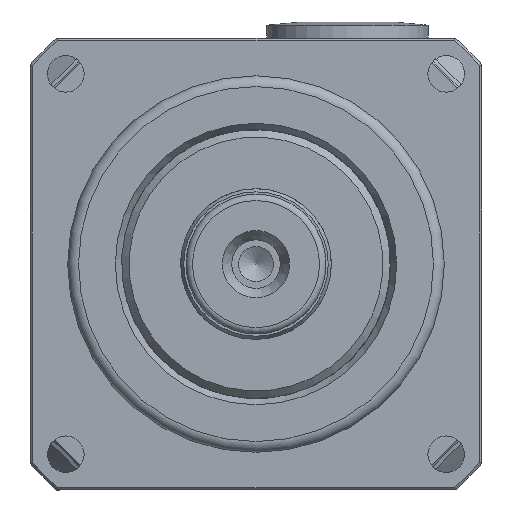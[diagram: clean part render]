
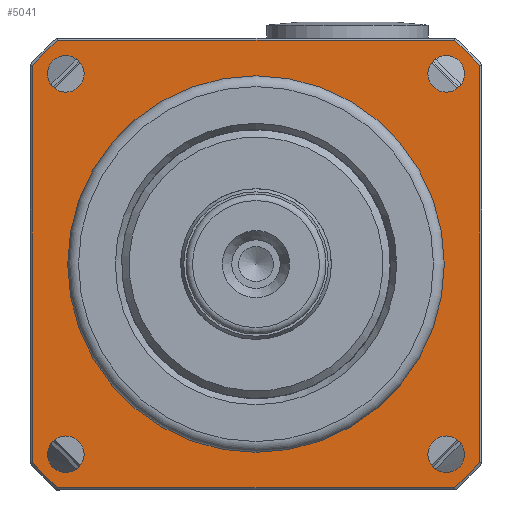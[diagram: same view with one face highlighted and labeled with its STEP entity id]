
A CAD part, left-side view. The second image highlights one B-rep face of the part: STEP entity #5041.
In plain terms, the highlighted planar face has unit normal (-1, 0, 0).
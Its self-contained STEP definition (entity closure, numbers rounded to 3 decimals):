
#398=LINE('',#8735,#632);
#400=LINE('',#8758,#634);
#402=LINE('',#8776,#636);
#405=LINE('',#8796,#639);
#632=VECTOR('',#6974,36.889);
#634=VECTOR('',#6984,36.889);
#636=VECTOR('',#6994,36.889);
#639=VECTOR('',#7005,36.889);
#825=PLANE('',#5658);
#958=FACE_BOUND('',#1695,.T.);
#959=FACE_BOUND('',#1696,.T.);
#960=FACE_BOUND('',#1697,.T.);
#961=FACE_BOUND('',#1698,.T.);
#962=FACE_BOUND('',#1699,.T.);
#1254=FACE_OUTER_BOUND('',#1694,.T.);
#1694=EDGE_LOOP('',(#4232,#4233,#4234,#4235,#4236,#4237,#4238,#4239));
#1695=EDGE_LOOP('',(#4240));
#1696=EDGE_LOOP('',(#4241));
#1697=EDGE_LOOP('',(#4242));
#1698=EDGE_LOOP('',(#4243));
#1699=EDGE_LOOP('',(#4244));
#2027=CIRCLE('',#5589,17.5);
#2052=CIRCLE('',#5640,27.8);
#2054=CIRCLE('',#5644,27.8);
#2057=CIRCLE('',#5649,27.8);
#2059=CIRCLE('',#5653,27.8);
#2060=CIRCLE('',#5659,1.7);
#2061=CIRCLE('',#5660,1.7);
#2062=CIRCLE('',#5661,1.7);
#2063=CIRCLE('',#5662,1.7);
#2422=VERTEX_POINT('',#8590);
#2467=VERTEX_POINT('',#8733);
#2468=VERTEX_POINT('',#8734);
#2471=VERTEX_POINT('',#8748);
#2473=VERTEX_POINT('',#8757);
#2475=VERTEX_POINT('',#8766);
#2477=VERTEX_POINT('',#8775);
#2480=VERTEX_POINT('',#8786);
#2482=VERTEX_POINT('',#8795);
#2483=VERTEX_POINT('',#8818);
#2484=VERTEX_POINT('',#8820);
#2485=VERTEX_POINT('',#8822);
#2486=VERTEX_POINT('',#8824);
#3011=EDGE_CURVE('',#2422,#2422,#2027,.T.);
#3068=EDGE_CURVE('',#2467,#2468,#398,.T.);
#3072=EDGE_CURVE('',#2468,#2471,#2052,.T.);
#3075=EDGE_CURVE('',#2471,#2473,#400,.T.);
#3078=EDGE_CURVE('',#2473,#2475,#2054,.T.);
#3081=EDGE_CURVE('',#2475,#2477,#402,.T.);
#3085=EDGE_CURVE('',#2477,#2480,#2057,.T.);
#3088=EDGE_CURVE('',#2480,#2482,#405,.T.);
#3091=EDGE_CURVE('',#2482,#2467,#2059,.T.);
#3101=EDGE_CURVE('',#2483,#2483,#2060,.T.);
#3102=EDGE_CURVE('',#2484,#2484,#2061,.T.);
#3103=EDGE_CURVE('',#2485,#2485,#2062,.T.);
#3104=EDGE_CURVE('',#2486,#2486,#2063,.T.);
#4232=ORIENTED_EDGE('',*,*,#3068,.F.);
#4233=ORIENTED_EDGE('',*,*,#3091,.F.);
#4234=ORIENTED_EDGE('',*,*,#3088,.F.);
#4235=ORIENTED_EDGE('',*,*,#3085,.F.);
#4236=ORIENTED_EDGE('',*,*,#3081,.F.);
#4237=ORIENTED_EDGE('',*,*,#3078,.F.);
#4238=ORIENTED_EDGE('',*,*,#3075,.F.);
#4239=ORIENTED_EDGE('',*,*,#3072,.F.);
#4240=ORIENTED_EDGE('',*,*,#3011,.T.);
#4241=ORIENTED_EDGE('',*,*,#3101,.T.);
#4242=ORIENTED_EDGE('',*,*,#3102,.T.);
#4243=ORIENTED_EDGE('',*,*,#3103,.T.);
#4244=ORIENTED_EDGE('',*,*,#3104,.T.);
#5041=ADVANCED_FACE('',(#1254,#958,#959,#960,#961,#962),#825,.T.);
#5589=AXIS2_PLACEMENT_3D('',#8591,#6858,#6859);
#5640=AXIS2_PLACEMENT_3D('',#8749,#6978,#6979);
#5644=AXIS2_PLACEMENT_3D('',#8767,#6988,#6989);
#5649=AXIS2_PLACEMENT_3D('',#8787,#7000,#7001);
#5653=AXIS2_PLACEMENT_3D('',#8803,#7010,#7011);
#5658=AXIS2_PLACEMENT_3D('',#8817,#7029,#7030);
#5659=AXIS2_PLACEMENT_3D('',#8819,#7031,#7032);
#5660=AXIS2_PLACEMENT_3D('',#8821,#7033,#7034);
#5661=AXIS2_PLACEMENT_3D('',#8823,#7035,#7036);
#5662=AXIS2_PLACEMENT_3D('',#8825,#7037,#7038);
#6858=DIRECTION('center_axis',(1.,0.,0.));
#6859=DIRECTION('ref_axis',(0.,0.,
-1.));
#6974=DIRECTION('',(0.,0.,-1.));
#6978=DIRECTION('center_axis',(1.,0.,0.));
#6979=DIRECTION('ref_axis',(0.,0.,
-1.));
#6984=DIRECTION('',(0.,1.,0.));
#6988=DIRECTION('center_axis',(1.,0.,0.));
#6989=DIRECTION('ref_axis',(0.,0.,
-1.));
#6994=DIRECTION('',(0.,0.,1.));
#7000=DIRECTION('center_axis',(1.,0.,0.));
#7001=DIRECTION('ref_axis',(0.,0.,1.));
#7005=DIRECTION('',(0.,-1.,0.));
#7010=DIRECTION('center_axis',(1.,0.,0.));
#7011=DIRECTION('ref_axis',(0.,0.,1.));
#7029=DIRECTION('center_axis',(-1.,0.,0.));
#7030=DIRECTION('ref_axis',(0.,0.,1.));
#7031=DIRECTION('center_axis',(1.,0.,0.));
#7032=DIRECTION('ref_axis',(0.,0.,
-1.));
#7033=DIRECTION('center_axis',(1.,0.,0.));
#7034=DIRECTION('ref_axis',(0.,1.,0.));
#7035=DIRECTION('center_axis',(1.,0.,0.));
#7036=DIRECTION('ref_axis',(0.,0.,1.));
#7037=DIRECTION('center_axis',(1.,0.,0.));
#7038=DIRECTION('ref_axis',(0.,-1.,0.));
#8590=CARTESIAN_POINT('',(-38.784,-38.867,-9.848));
#8591=CARTESIAN_POINT('Origin',(-38.784,-38.867,-27.348));
#8733=CARTESIAN_POINT('',(-38.784,-59.667,-8.903));
#8734=CARTESIAN_POINT('',(-38.784,-59.667,-45.792));
#8735=CARTESIAN_POINT('',(-38.784,-59.667,-37.848));
#8748=CARTESIAN_POINT('',(-38.784,-57.312,-48.148));
#8749=CARTESIAN_POINT('Origin',(-38.784,-38.867,-27.348));
#8757=CARTESIAN_POINT('',(-38.784,-20.423,-48.148));
#8758=CARTESIAN_POINT('',(-38.784,-28.367,-48.148));
#8766=CARTESIAN_POINT('',(-38.784,-18.067,-45.792));
#8767=CARTESIAN_POINT('Origin',(-38.784,-38.867,-27.348));
#8775=CARTESIAN_POINT('',(-38.784,-18.067,-8.903));
#8776=CARTESIAN_POINT('',(-38.784,-18.067,-16.848));
#8786=CARTESIAN_POINT('',(-38.784,-20.423,-6.548));
#8787=CARTESIAN_POINT('Origin',(-38.784,-38.867,-27.348));
#8795=CARTESIAN_POINT('',(-38.784,-57.312,-6.548));
#8796=CARTESIAN_POINT('',(-38.784,-49.367,-6.548));
#8803=CARTESIAN_POINT('Origin',(-38.784,-38.867,-27.348));
#8817=CARTESIAN_POINT('Origin',(-38.784,-38.867,-27.348));
#8818=CARTESIAN_POINT('',(-38.784,-56.545,-7.97));
#8819=CARTESIAN_POINT('Origin',(-38.784,-56.545,-9.67));
#8820=CARTESIAN_POINT('',(-38.784,-58.245,-45.025));
#8821=CARTESIAN_POINT('Origin',(-38.784,-56.545,-45.025));
#8822=CARTESIAN_POINT('',(-38.784,-21.19,-46.725));
#8823=CARTESIAN_POINT('Origin',(-38.784,-21.19,-45.025));
#8824=CARTESIAN_POINT('',(-38.784,-19.49,-9.67));
#8825=CARTESIAN_POINT('Origin',(-38.784,-21.19,-9.67));
